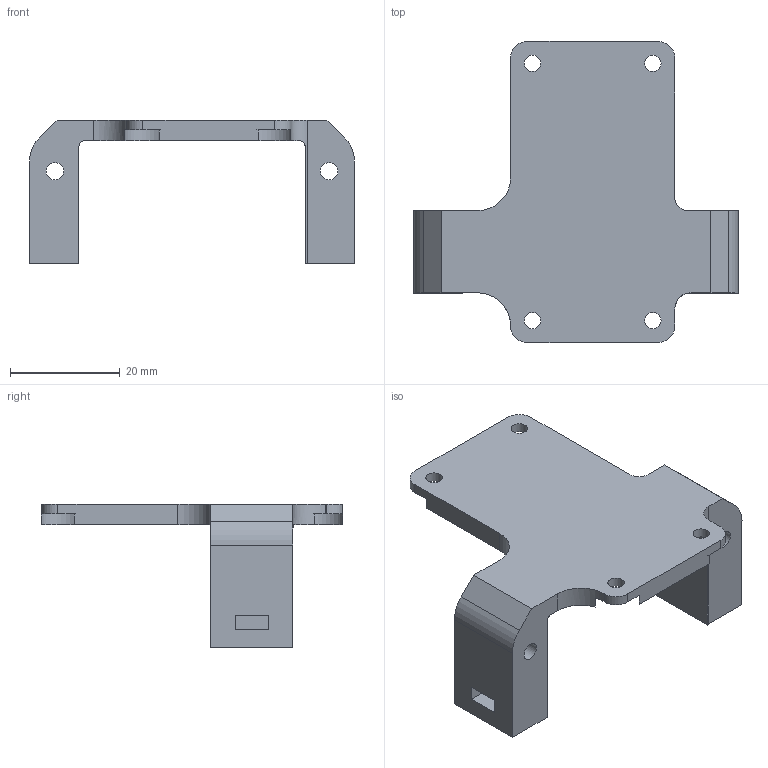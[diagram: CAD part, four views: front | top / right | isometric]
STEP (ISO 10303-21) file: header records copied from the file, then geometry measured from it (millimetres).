
FILE_DESCRIPTION(/* description */ ('','CAx-IF Rec.Pracs.---Representation and Presentation of Product Manufacturing Information (PMI)---4.0---2014-10-13'),/* implementation_level */ '2;1');
FILE_NAME(/* name */ '8BL150.step',/* time_stamp */ '2025-03-16T19:55:40+01:00',/* author */ (''),/* organization */ (''),/* preprocessor_version */ 'ST-DEVELOPER v20',/* originating_system */ 'Autodesk Translation Framework v13.20.0.188',/* authorisation */ '');
FILE_SCHEMA (('AP242_MANAGED_MODEL_BASED_3D_ENGINEERING_MIM_LF { 1 0 10303 442 1 1 4 }'));
Length unit declared in the file: millimetre
Products named in the file (1): ServoMount
Bounding box: 59.3 x 55 x 26.29 mm (x, y, z)
Volume: 12387.9 mm3; surface area: 7776.3 mm2
Topology: 1 solids, 1 shells, 72 faces, 192 edges, 128 vertices
Faces by surface type: plane 46, cylinder 26
Full cylindrical faces by diameter (mm): 3 x4, 3.2 x6
Entity records: 2333 total; most frequent: CARTESIAN_POINT 409, DIRECTION 389, ORIENTED_EDGE 384, EDGE_CURVE 192, LINE 137, VECTOR 137, VERTEX_POINT 128, AXIS2_PLACEMENT_3D 126
